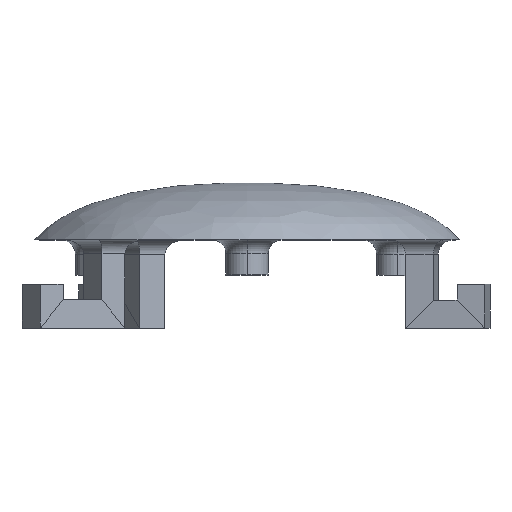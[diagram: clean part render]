
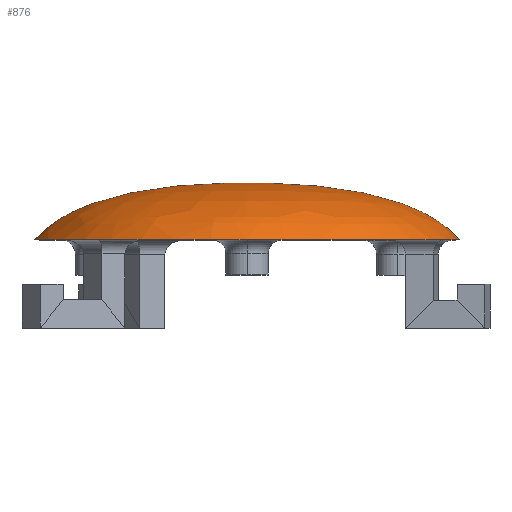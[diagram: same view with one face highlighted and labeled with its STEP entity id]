
A CAD part, top view. The second image highlights one B-rep face of the part: STEP entity #876.
In plain terms, the highlighted free-form (B-spline) face has degree [3, 3] with [4, 4] control points.
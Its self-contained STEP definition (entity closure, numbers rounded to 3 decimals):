
#59 = CARTESIAN_POINT ( 'NONE',  ( -13.676, 16.239, 0. ) ) ;
#73 = AXIS2_PLACEMENT_3D ( 'NONE', #308, #621, #2857 ) ;
#117 = CARTESIAN_POINT ( 'NONE',  ( 60., 0., 0. ) ) ;
#187 = EDGE_CURVE ( 'NONE', #1826, #1697, #1912, .T. ) ;
#226 = B_SPLINE_CURVE_WITH_KNOTS ( 'NONE', 3,
 ( #353, #2418, #3038, #2538 ),
 .UNSPECIFIED., .F., .F.,
 ( 4, 4 ),
 ( 0., 1. ),
 .UNSPECIFIED. ) ;
#262 = CARTESIAN_POINT ( 'NONE',  ( -13.676, 16.239, 27.351 ) ) ;
#308 = CARTESIAN_POINT ( 'NONE',  ( 0., 0., 0. ) ) ;
#353 = CARTESIAN_POINT ( 'NONE',  ( 60., 0., 0. ) ) ;
#384 = CARTESIAN_POINT ( 'NONE',  ( -60., 0., 0. ) ) ;
#474 = VERTEX_POINT ( 'NONE', #856 ) ;
#621 = DIRECTION ( 'NONE',  ( 0., -1., 0. ) ) ;
#627 =( BOUNDED_SURFACE ( )  B_SPLINE_SURFACE ( 3, 3, ( 
 ( #2108, #830, #2327, #3193 ),
 ( #1887, #1038, #2576, #1850 ),
 ( #2072, #2889, #262, #59 ),
 ( #1647, #1127, #686, #929 ) ),
 .UNSPECIFIED., .F., .F., .T. ) 
 B_SPLINE_SURFACE_WITH_KNOTS ( ( 4, 4 ),
 ( 4, 4 ),
 ( 0., 1. ),
 ( 0., 1. ),
 .UNSPECIFIED. ) 
 GEOMETRIC_REPRESENTATION_ITEM ( )  RATIONAL_B_SPLINE_SURFACE ( (
 ( 1., 0.333, 0.333, 1.),
 ( 1., 0.333, 0.333, 1.),
 ( 1., 0.333, 0.333, 1.),
 ( 1., 0.333, 0.333, 1.) ) ) 
 REPRESENTATION_ITEM ( '' )  SURFACE ( )  );
#686 = CARTESIAN_POINT ( 'NONE',  ( 0., 16., 0. ) ) ;
#830 = CARTESIAN_POINT ( 'NONE',  ( 60., 0., 120. ) ) ;
#856 = CARTESIAN_POINT ( 'NONE',  ( 0., 16., 0. ) ) ;
#876 = ADVANCED_FACE ( 'NONE', ( #2383 ), #627, .T. ) ;
#900 = CARTESIAN_POINT ( 'NONE',  ( 0., 16., 0. ) ) ;
#929 = CARTESIAN_POINT ( 'NONE',  ( 0., 16., 0. ) ) ;
#1038 = CARTESIAN_POINT ( 'NONE',  ( 47.265, 15.177, 94.53 ) ) ;
#1127 = CARTESIAN_POINT ( 'NONE',  ( 0., 16., 0. ) ) ;
#1192 = CARTESIAN_POINT ( 'NONE',  ( -47.265, 15.177, 0. ) ) ;
#1194 = ORIENTED_EDGE ( 'NONE', *, *, #2730, .F. ) ;
#1322 = EDGE_LOOP ( 'NONE', ( #1194, #2106, #2397 ) ) ;
#1647 = CARTESIAN_POINT ( 'NONE',  ( 0., 16., 0. ) ) ;
#1697 = VERTEX_POINT ( 'NONE', #3094 ) ;
#1826 = VERTEX_POINT ( 'NONE', #117 ) ;
#1850 = CARTESIAN_POINT ( 'NONE',  ( -47.265, 15.177, 0. ) ) ;
#1887 = CARTESIAN_POINT ( 'NONE',  ( 47.265, 15.177, 0. ) ) ;
#1912 = CIRCLE ( 'NONE', #73, 60. ) ;
#2072 = CARTESIAN_POINT ( 'NONE',  ( 13.676, 16.239, 0. ) ) ;
#2106 = ORIENTED_EDGE ( 'NONE', *, *, #187, .F. ) ;
#2108 = CARTESIAN_POINT ( 'NONE',  ( 60., 0., 0. ) ) ;
#2327 = CARTESIAN_POINT ( 'NONE',  ( -60., 0., 120. ) ) ;
#2383 = FACE_OUTER_BOUND ( 'NONE', #1322, .T. ) ;
#2397 = ORIENTED_EDGE ( 'NONE', *, *, #2808, .T. ) ;
#2418 = CARTESIAN_POINT ( 'NONE',  ( 47.265, 15.177, 0. ) ) ;
#2538 = CARTESIAN_POINT ( 'NONE',  ( 0., 16., 0. ) ) ;
#2576 = CARTESIAN_POINT ( 'NONE',  ( -47.265, 15.177, 94.53 ) ) ;
#2730 = EDGE_CURVE ( 'NONE', #1697, #474, #3113, .T. ) ;
#2808 = EDGE_CURVE ( 'NONE', #1826, #474, #226, .T. ) ;
#2857 = DIRECTION ( 'NONE',  ( 0., 0., -1. ) ) ;
#2889 = CARTESIAN_POINT ( 'NONE',  ( 13.676, 16.239, 27.351 ) ) ;
#2940 = CARTESIAN_POINT ( 'NONE',  ( -13.676, 16.239, 0. ) ) ;
#3038 = CARTESIAN_POINT ( 'NONE',  ( 13.676, 16.239, 0. ) ) ;
#3094 = CARTESIAN_POINT ( 'NONE',  ( -60., 0., 0. ) ) ;
#3113 = B_SPLINE_CURVE_WITH_KNOTS ( 'NONE', 3,
 ( #384, #1192, #2940, #900 ),
 .UNSPECIFIED., .F., .F.,
 ( 4, 4 ),
 ( 0., 1. ),
 .UNSPECIFIED. ) ;
#3193 = CARTESIAN_POINT ( 'NONE',  ( -60., 0., 0. ) ) ;
